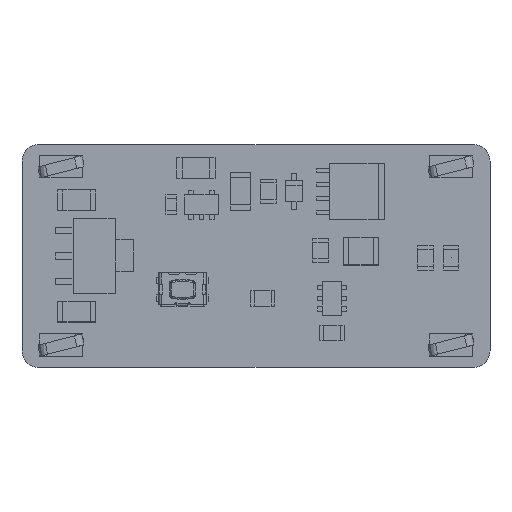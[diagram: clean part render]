
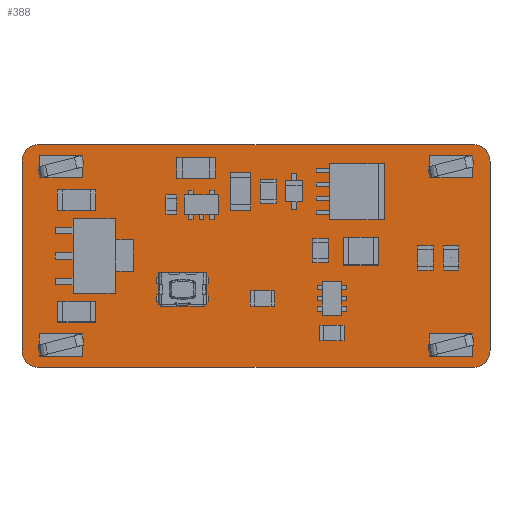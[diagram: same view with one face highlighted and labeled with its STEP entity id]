
A CAD part, top view. The second image highlights one B-rep face of the part: STEP entity #388.
In plain terms, the highlighted planar face has unit normal (0, 0, 1).
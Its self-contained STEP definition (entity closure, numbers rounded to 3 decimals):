
#123 = VERTEX_POINT('',#124);
#124 = CARTESIAN_POINT('',(1.,-20.,0.));
#130 = EDGE_CURVE('',#123,#131,#133,.T.);
#131 = VERTEX_POINT('',#132);
#132 = CARTESIAN_POINT('',(-0.5,-18.5,0.));
#133 = CIRCLE('',#134,1.499);
#134 = AXIS2_PLACEMENT_3D('',#135,#136,#137);
#135 = CARTESIAN_POINT('',(0.999,-18.501,0.));
#136 = DIRECTION('',(0.,0.,-1.));
#137 = DIRECTION('',(0.001,-1.,0.));
#163 = EDGE_CURVE('',#131,#164,#166,.T.);
#164 = VERTEX_POINT('',#165);
#165 = CARTESIAN_POINT('',(-0.5,-1.5,0.));
#166 = LINE('',#167,#168);
#167 = CARTESIAN_POINT('',(-0.5,-18.5,0.));
#168 = VECTOR('',#169,1.);
#169 = DIRECTION('',(0.,1.,0.));
#194 = EDGE_CURVE('',#164,#195,#197,.T.);
#195 = VERTEX_POINT('',#196);
#196 = CARTESIAN_POINT('',(1.,0.,0.));
#197 = CIRCLE('',#198,1.499);
#198 = AXIS2_PLACEMENT_3D('',#199,#200,#201);
#199 = CARTESIAN_POINT('',(0.999,-1.499,0.));
#200 = DIRECTION('',(0.,0.,-1.));
#201 = DIRECTION('',(-1.,-0.001,0.));
#227 = EDGE_CURVE('',#195,#228,#230,.T.);
#228 = VERTEX_POINT('',#229);
#229 = CARTESIAN_POINT('',(40.,0.,0.));
#230 = LINE('',#231,#232);
#231 = CARTESIAN_POINT('',(1.,0.,0.));
#232 = VECTOR('',#233,1.);
#233 = DIRECTION('',(1.,0.,0.));
#258 = EDGE_CURVE('',#228,#259,#261,.T.);
#259 = VERTEX_POINT('',#260);
#260 = CARTESIAN_POINT('',(41.5,-1.5,0.));
#261 = CIRCLE('',#262,1.499);
#262 = AXIS2_PLACEMENT_3D('',#263,#264,#265);
#263 = CARTESIAN_POINT('',(40.001,-1.499,0.));
#264 = DIRECTION('',(0.,0.,-1.));
#265 = DIRECTION('',(-0.001,1.,0.));
#291 = EDGE_CURVE('',#259,#292,#294,.T.);
#292 = VERTEX_POINT('',#293);
#293 = CARTESIAN_POINT('',(41.5,-18.5,0.));
#294 = LINE('',#295,#296);
#295 = CARTESIAN_POINT('',(41.5,-1.5,0.));
#296 = VECTOR('',#297,1.);
#297 = DIRECTION('',(0.,-1.,0.));
#322 = EDGE_CURVE('',#292,#323,#325,.T.);
#323 = VERTEX_POINT('',#324);
#324 = CARTESIAN_POINT('',(40.,-20.,0.));
#325 = CIRCLE('',#326,1.499);
#326 = AXIS2_PLACEMENT_3D('',#327,#328,#329);
#327 = CARTESIAN_POINT('',(40.001,-18.501,0.));
#328 = DIRECTION('',(0.,0.,-1.));
#329 = DIRECTION('',(1.,0.001,0.));
#355 = EDGE_CURVE('',#323,#123,#356,.T.);
#356 = LINE('',#357,#358);
#357 = CARTESIAN_POINT('',(40.,-20.,0.));
#358 = VECTOR('',#359,1.);
#359 = DIRECTION('',(-1.,0.,0.));
#388 = ADVANCED_FACE('',(#389),#399,.T.);
#389 = FACE_BOUND('',#390,.F.);
#390 = EDGE_LOOP('',(#391,#392,#393,#394,#395,#396,#397,#398));
#391 = ORIENTED_EDGE('',*,*,#130,.T.);
#392 = ORIENTED_EDGE('',*,*,#163,.T.);
#393 = ORIENTED_EDGE('',*,*,#194,.T.);
#394 = ORIENTED_EDGE('',*,*,#227,.T.);
#395 = ORIENTED_EDGE('',*,*,#258,.T.);
#396 = ORIENTED_EDGE('',*,*,#291,.T.);
#397 = ORIENTED_EDGE('',*,*,#322,.T.);
#398 = ORIENTED_EDGE('',*,*,#355,.T.);
#399 = PLANE('',#400);
#400 = AXIS2_PLACEMENT_3D('',#401,#402,#403);
#401 = CARTESIAN_POINT('',(1.,-20.,0.));
#402 = DIRECTION('',(0.,0.,1.));
#403 = DIRECTION('',(1.,0.,0.));
